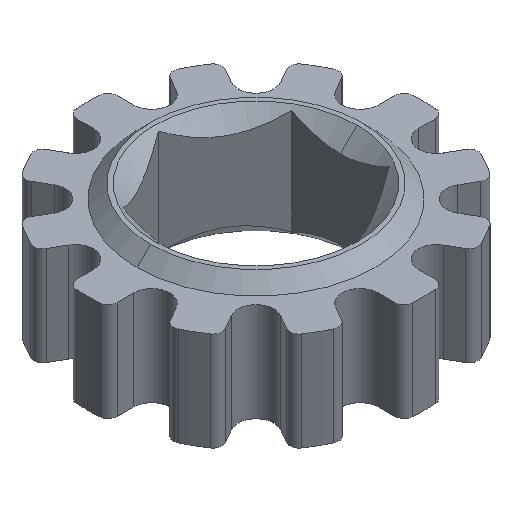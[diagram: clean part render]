
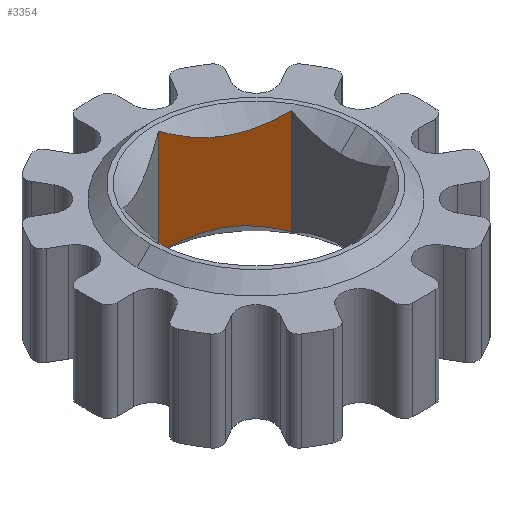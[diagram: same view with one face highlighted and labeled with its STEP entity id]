
A CAD part, isometric view. The second image highlights one B-rep face of the part: STEP entity #3354.
In plain terms, the highlighted planar face has unit normal (-0.5, -0.866, 0).
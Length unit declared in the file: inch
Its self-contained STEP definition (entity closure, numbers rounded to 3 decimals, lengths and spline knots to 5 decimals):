
#14 = B_SPLINE_CURVE_WITH_KNOTS ( 'NONE', 3,
 ( #363, #2421, #2443, #112, #1600, #2637, #1935, #2959, #634, #1676, #2713, #386 ),
 .UNSPECIFIED., .F., .F.,
 ( 4, 2, 2, 2, 2, 4 ),
 ( 0., 0.00142, 0.00214, 0.00285, 0.00427, 0.0057 ),
 .UNSPECIFIED. ) ;
#112 = CARTESIAN_POINT ( 'NONE',  ( 0.05305, 0.18646, 0.03133 ) ) ;
#172 = CARTESIAN_POINT ( 'NONE',  ( 0.0618, 0.1814, 0.21583 ) ) ;
#227 = CARTESIAN_POINT ( 'NONE',  ( 0.10255, 0.15788, 0.21302 ) ) ;
#250 = VERTEX_POINT ( 'NONE', #2611 ) ;
#254 = CARTESIAN_POINT ( 'NONE',  ( 0., 0.21708, 0.24208 ) ) ;
#363 = CARTESIAN_POINT ( 'NONE',  ( 0., 0.21708, 0.00792 ) ) ;
#386 = CARTESIAN_POINT ( 'NONE',  ( 0.188, 0.10854, 0.00792 ) ) ;
#425 = CARTESIAN_POINT ( 'NONE',  ( 0.15829, 0.12569, 0.22639 ) ) ;
#446 = LINE ( 'NONE', #1500, #1130 ) ;
#461 = CARTESIAN_POINT ( 'NONE',  ( 0.11088, 0.15307, 0.21378 ) ) ;
#478 = CARTESIAN_POINT ( 'NONE',  ( 0.07793, 0.17209, 0.21296 ) ) ;
#539 = DIRECTION ( 'NONE',  ( 0.5, 0.866, 0. ) ) ;
#630 = DIRECTION ( 'NONE',  ( -0.866, 0.5, 0. ) ) ;
#634 = CARTESIAN_POINT ( 'NONE',  ( 0.1262, 0.14422, 0.03417 ) ) ;
#697 = DIRECTION ( 'NONE',  ( 0., 0., 1. ) ) ;
#716 = EDGE_LOOP ( 'NONE', ( #1938, #2554, #3307, #1146 ) ) ;
#1051 = VERTEX_POINT ( 'NONE', #2712 ) ;
#1130 = VECTOR ( 'NONE', #1216, 39.37008 ) ;
#1146 = ORIENTED_EDGE ( 'NONE', *, *, #1486, .T. ) ;
#1216 = DIRECTION ( 'NONE',  ( 0., 0., 1. ) ) ;
#1328 = FACE_OUTER_BOUND ( 'NONE', #716, .T. ) ;
#1486 = EDGE_CURVE ( 'NONE', #1529, #1654, #2032, .T. ) ;
#1500 = CARTESIAN_POINT ( 'NONE',  ( 0.188, 0.10854, 0. ) ) ;
#1502 = EDGE_CURVE ( 'NONE', #1051, #1529, #446, .T. ) ;
#1529 = VERTEX_POINT ( 'NONE', #2233 ) ;
#1538 = CARTESIAN_POINT ( 'NONE',  ( 0.188, 0.10854, 0.24208 ) ) ;
#1600 = CARTESIAN_POINT ( 'NONE',  ( 0.06096, 0.18189, 0.03339 ) ) ;
#1654 = VERTEX_POINT ( 'NONE', #254 ) ;
#1676 = CARTESIAN_POINT ( 'NONE',  ( 0.15801, 0.12586, 0.02376 ) ) ;
#1721 = CARTESIAN_POINT ( 'NONE',  ( 0.01478, 0.20855, 0.23355 ) ) ;
#1742 = VECTOR ( 'NONE', #697, 39.37008 ) ;
#1765 = CARTESIAN_POINT ( 'NONE',  ( 0.13495, 0.13917, 0.21867 ) ) ;
#1780 = CARTESIAN_POINT ( 'NONE',  ( 0.17331, 0.11702, 0.2336 ) ) ;
#1814 = LINE ( 'NONE', #2841, #1742 ) ;
#1935 = CARTESIAN_POINT ( 'NONE',  ( 0.08545, 0.16775, 0.03698 ) ) ;
#1938 = ORIENTED_EDGE ( 'NONE', *, *, #3170, .F. ) ;
#2032 = B_SPLINE_CURVE_WITH_KNOTS ( 'NONE', 3,
 ( #1538, #1780, #425, #1765, #2559, #461, #227, #478, #172, #3259, #1721, #3292 ),
 .UNSPECIFIED., .F., .F.,
 ( 4, 2, 2, 2, 2, 4 ),
 ( 0., 0.00142, 0.00214, 0.00285, 0.00427, 0.0057 ),
 .UNSPECIFIED. ) ;
#2123 = EDGE_CURVE ( 'NONE', #250, #1051, #14, .T. ) ;
#2233 = CARTESIAN_POINT ( 'NONE',  ( 0.188, 0.10854, 0.24208 ) ) ;
#2421 = CARTESIAN_POINT ( 'NONE',  ( 0.01469, 0.2086, 0.0164 ) ) ;
#2443 = CARTESIAN_POINT ( 'NONE',  ( 0.02971, 0.19993, 0.02361 ) ) ;
#2554 = ORIENTED_EDGE ( 'NONE', *, *, #2123, .T. ) ;
#2559 = CARTESIAN_POINT ( 'NONE',  ( 0.12704, 0.14374, 0.21661 ) ) ;
#2611 = CARTESIAN_POINT ( 'NONE',  ( 0., 0.21708, 0.00792 ) ) ;
#2637 = CARTESIAN_POINT ( 'NONE',  ( 0.07712, 0.17256, 0.03622 ) ) ;
#2708 = PLANE ( 'NONE',  #3247 ) ;
#2712 = CARTESIAN_POINT ( 'NONE',  ( 0.188, 0.10854, 0.00792 ) ) ;
#2713 = CARTESIAN_POINT ( 'NONE',  ( 0.17322, 0.11707, 0.01645 ) ) ;
#2841 = CARTESIAN_POINT ( 'NONE',  ( 0., 0.21708, 0. ) ) ;
#2959 = CARTESIAN_POINT ( 'NONE',  ( 0.11007, 0.15354, 0.03704 ) ) ;
#3170 = EDGE_CURVE ( 'NONE', #250, #1654, #1814, .T. ) ;
#3192 = CARTESIAN_POINT ( 'NONE',  ( 0.188, 0.10854, 0. ) ) ;
#3247 = AXIS2_PLACEMENT_3D ( 'NONE', #3192, #539, #630 ) ;
#3259 = CARTESIAN_POINT ( 'NONE',  ( 0.02999, 0.19977, 0.22624 ) ) ;
#3292 = CARTESIAN_POINT ( 'NONE',  ( 0., 0.21708, 0.24208 ) ) ;
#3307 = ORIENTED_EDGE ( 'NONE', *, *, #1502, .T. ) ;
#3354 = ADVANCED_FACE ( 'NONE', ( #1328 ), #2708, .F. ) ;
